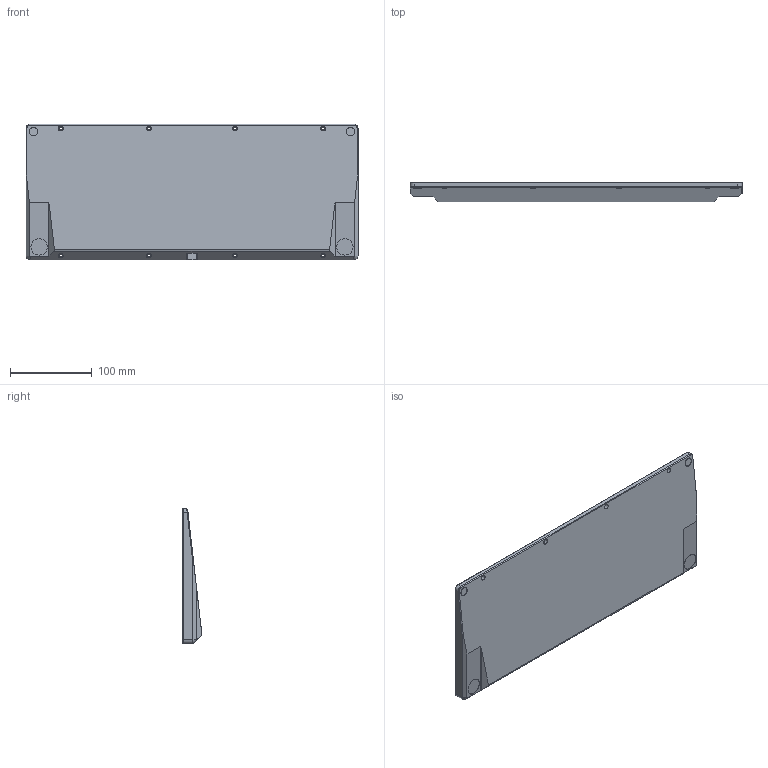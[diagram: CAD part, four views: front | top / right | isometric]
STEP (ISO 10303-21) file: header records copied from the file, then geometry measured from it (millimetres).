
FILE_DESCRIPTION(/* description */ ('Alibre Inc.'),/* implementation_level */ '2;1');
FILE_NAME(/* name */ 'export-7552507D-AC60-4B4A-8622-6A7C6521B6E2',/* time_stamp */ '2025-09-23T23:29:22-04:00',/* author */ (''),/* organization */ (''),/* preprocessor_version */ 'ST-DEVELOPER v17',/* originating_system */ 'Alibre',/* authorisation */ '');
FILE_SCHEMA (('CONFIG_CONTROL_DESIGN'));
Length unit declared in the file: millimetre
Bounding box: 405 x 23.96 x 165 mm (x, y, z)
Volume: 682046.1 mm3; surface area: 156113.9 mm2
Topology: 1 solids, 1 shells, 165 faces, 408 edges, 260 vertices
Faces by surface type: plane 80, cylinder 61, cone 20, bspline 4
Full cylindrical faces by diameter (mm): 2.5 x2, 3.4 x8, 6 x8, 10.5 x2, 20 x2
Entity records: 4917 total; most frequent: CARTESIAN_POINT 1055, ORIENTED_EDGE 744, DIRECTION 738, EDGE_CURVE 372, AXIS2_PLACEMENT_3D 298, VERTEX_POINT 250, FACE_BOUND 224, EDGE_LOOP 222
